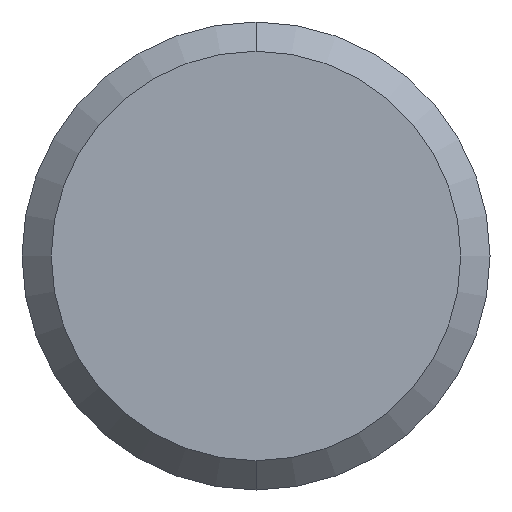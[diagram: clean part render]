
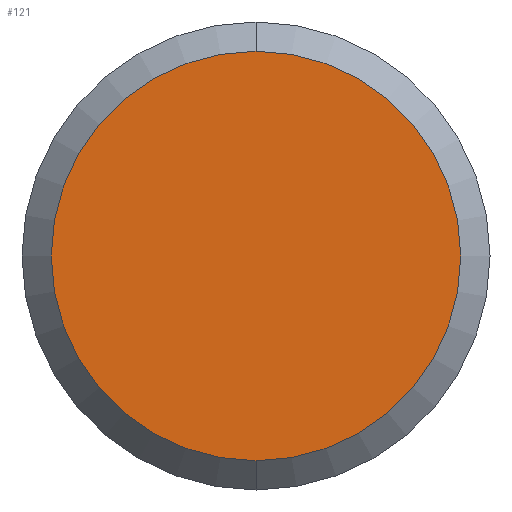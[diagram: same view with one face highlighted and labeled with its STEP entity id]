
A CAD part, front view. The second image highlights one B-rep face of the part: STEP entity #121.
In plain terms, the highlighted planar face has unit normal (0, -1, 0).
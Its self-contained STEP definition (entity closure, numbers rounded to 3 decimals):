
#25 = VERTEX_POINT ( 'NONE', #95 ) ;
#30 = FACE_OUTER_BOUND ( 'NONE', #43, .T. ) ;
#37 = AXIS2_PLACEMENT_3D ( 'NONE', #111, #201, #234 ) ;
#43 = EDGE_LOOP ( 'NONE', ( #48, #232 ) ) ;
#48 = ORIENTED_EDGE ( 'NONE', *, *, #65, .T. ) ;
#50 = CARTESIAN_POINT ( 'NONE',  ( 0., 0., -3.5 ) ) ;
#63 = CIRCLE ( 'NONE', #212, 3.5 ) ;
#64 = DIRECTION ( 'NONE',  ( 0., 0., 1. ) ) ;
#65 = EDGE_CURVE ( 'NONE', #25, #94, #63, .T. ) ;
#94 = VERTEX_POINT ( 'NONE', #50 ) ;
#95 = CARTESIAN_POINT ( 'NONE',  ( 0., 0., 3.5 ) ) ;
#111 = CARTESIAN_POINT ( 'NONE',  ( 0., 0., 0. ) ) ;
#121 = ADVANCED_FACE ( 'NONE', ( #30 ), #218, .F. ) ;
#134 = CARTESIAN_POINT ( 'NONE',  ( 0., 0., 0. ) ) ;
#174 = EDGE_CURVE ( 'NONE', #94, #25, #255, .T. ) ;
#179 = CARTESIAN_POINT ( 'NONE',  ( 0., 0., 0. ) ) ;
#196 = DIRECTION ( 'NONE',  ( 0., -1., 0. ) ) ;
#201 = DIRECTION ( 'NONE',  ( 0., -1., 0. ) ) ;
#212 = AXIS2_PLACEMENT_3D ( 'NONE', #179, #196, #64 ) ;
#213 = DIRECTION ( 'NONE',  ( 0., 0., 1. ) ) ;
#216 = DIRECTION ( 'NONE',  ( 0., 1., 0. ) ) ;
#218 = PLANE ( 'NONE',  #229 ) ;
#229 = AXIS2_PLACEMENT_3D ( 'NONE', #134, #216, #213 ) ;
#232 = ORIENTED_EDGE ( 'NONE', *, *, #174, .T. ) ;
#234 = DIRECTION ( 'NONE',  ( 0., 0., 1. ) ) ;
#255 = CIRCLE ( 'NONE', #37, 3.5 ) ;
